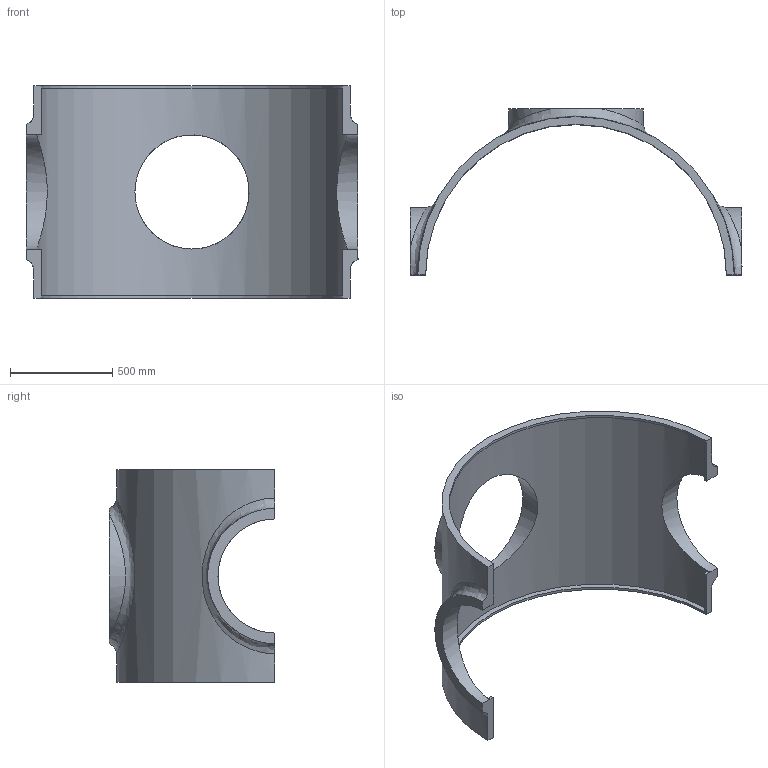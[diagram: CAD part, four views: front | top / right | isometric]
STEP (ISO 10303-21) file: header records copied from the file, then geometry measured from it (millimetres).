
FILE_DESCRIPTION(/* description */ (''),/* implementation_level */ '2;1');
FILE_NAME(/* name */ 'Half Moon For Quote - Mockup.stp',/* time_stamp */ '2021-10-26T10:47:03-04:00',/* author */ ('austi'),/* organization */ (''),/* preprocessor_version */ 'ST-DEVELOPER v18.1',/* originating_system */ 'Autodesk Inventor 2021',/* authorisation */ '');
FILE_SCHEMA (('AUTOMOTIVE_DESIGN { 1 0 10303 214 3 1 1 }'));
Length unit declared in the file: inch
Products named in the file (1): Half Moon For Quote - Mockup
Bounding box: 1625.6 x 812.8 x 1041.4 mm (x, y, z)
Volume: 42113790.6 mm3; surface area: 4917444 mm2
Topology: 1 solids, 1 shells, 37 faces, 95 edges, 61 vertices
Faces by surface type: plane 23, cylinder 11, bspline 3
Full cylindrical faces by diameter (mm): 558.8 x1
Entity records: 2299 total; most frequent: CARTESIAN_POINT 1383, ORIENTED_EDGE 190, DIRECTION 165, EDGE_CURVE 95, VERTEX_POINT 61, AXIS2_PLACEMENT_3D 56, LINE 53, VECTOR 53
